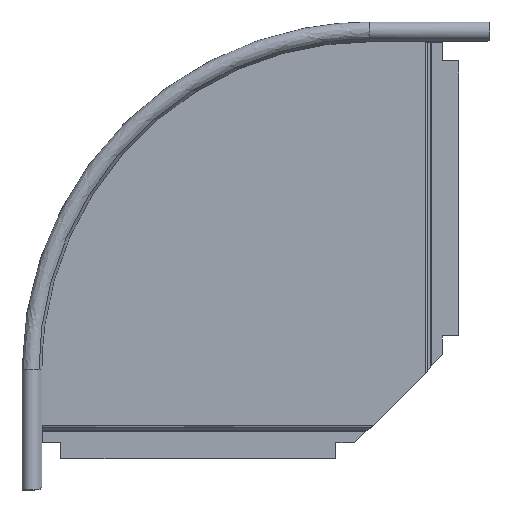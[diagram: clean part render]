
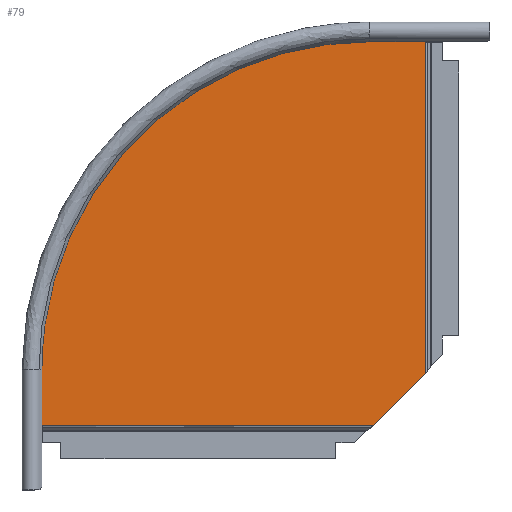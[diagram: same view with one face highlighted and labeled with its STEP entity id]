
A CAD part, top view. The second image highlights one B-rep face of the part: STEP entity #79.
In plain terms, the highlighted planar face has unit normal (0, 0, 1).
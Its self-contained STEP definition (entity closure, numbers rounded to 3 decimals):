
#79=ADVANCED_FACE('',(#165),#1286,.T.);
#165=FACE_OUTER_BOUND('',#251,.T.);
#251=EDGE_LOOP('',(#548,#549,#550,#551,#552,#553,#554,#555,#556,#557));
#548=ORIENTED_EDGE('',*,*,#902,.F.);
#549=ORIENTED_EDGE('',*,*,#890,.F.);
#550=ORIENTED_EDGE('',*,*,#903,.F.);
#551=ORIENTED_EDGE('',*,*,#836,.F.);
#552=ORIENTED_EDGE('',*,*,#863,.F.);
#553=ORIENTED_EDGE('',*,*,#837,.F.);
#554=ORIENTED_EDGE('',*,*,#840,.F.);
#555=ORIENTED_EDGE('',*,*,#838,.F.);
#556=ORIENTED_EDGE('',*,*,#894,.F.);
#557=ORIENTED_EDGE('',*,*,#839,.F.);
#836=EDGE_CURVE('',#1228,#1192,#1005,.T.);
#837=EDGE_CURVE('',#1230,#1229,#1006,.T.);
#838=EDGE_CURVE('',#1232,#1231,#1007,.T.);
#839=EDGE_CURVE('',#1168,#1233,#1008,.T.);
#840=EDGE_CURVE('',#1231,#1230,#1100,.T.);
#863=EDGE_CURVE('',#1229,#1228,#1104,.T.);
#890=EDGE_CURVE('',#1193,#1170,#1051,.T.);
#894=EDGE_CURVE('',#1233,#1232,#1109,.T.);
#902=EDGE_CURVE('',#1170,#1168,#1061,.T.);
#903=EDGE_CURVE('',#1192,#1193,#1062,.T.);
#1005=B_SPLINE_CURVE_WITH_KNOTS('',1,(#2774,#2775),.UNSPECIFIED.,.F.,.F.,
(2,2),(0.,13.),.UNSPECIFIED.);
#1006=B_SPLINE_CURVE_WITH_KNOTS('',1,(#2776,#2777),.UNSPECIFIED.,.F.,.F.,
(2,2),(0.,47.),.UNSPECIFIED.);
#1007=B_SPLINE_CURVE_WITH_KNOTS('',1,(#2778,#2779),.UNSPECIFIED.,.F.,.F.,
(2,2),(-47.,0.),.UNSPECIFIED.);
#1008=B_SPLINE_CURVE_WITH_KNOTS('',1,(#2780,#2781),.UNSPECIFIED.,.F.,.F.,
(2,2),(-13.,0.),.UNSPECIFIED.);
#1051=B_SPLINE_CURVE_WITH_KNOTS('',1,(#2914,#2915),.UNSPECIFIED.,.F.,.F.,
(2,2),(-63.64,0.),.UNSPECIFIED.);
#1061=B_SPLINE_CURVE_WITH_KNOTS('',1,(#2948,#2949,#2950,#2951,#2952,#2953),
 .UNSPECIFIED.,.F.,.F.,(2,1,1,1,1,2),(-138.,0.,1.5,
22.5,24.,147.),.UNSPECIFIED.);
#1062=B_SPLINE_CURVE_WITH_KNOTS('',1,(#2954,#2955,#2956,#2957,#2958,#2959),
 .UNSPECIFIED.,.F.,.F.,(2,1,1,1,1,2),(0.,123.,124.5,145.5,147.,285.),
 .UNSPECIFIED.);
#1100=(
BOUNDED_CURVE()
B_SPLINE_CURVE(2,(#2782,#2783,#2784),.UNSPECIFIED.,.F.,.F.)
B_SPLINE_CURVE_WITH_KNOTS((3,3),(-464.956,0.),.UNSPECIFIED.)
CURVE()
GEOMETRIC_REPRESENTATION_ITEM()
RATIONAL_B_SPLINE_CURVE((1.,0.707,1.))
REPRESENTATION_ITEM('')
);
#1104=(
BOUNDED_CURVE()
B_SPLINE_CURVE(2,(#2844,#2845,#2846),.UNSPECIFIED.,.F.,.F.)
B_SPLINE_CURVE_WITH_KNOTS((3,3),(0.,1.571),.UNSPECIFIED.)
CURVE()
GEOMETRIC_REPRESENTATION_ITEM()
RATIONAL_B_SPLINE_CURVE((1.,0.707,1.))
REPRESENTATION_ITEM('')
);
#1109=(
BOUNDED_CURVE()
B_SPLINE_CURVE(2,(#2923,#2924,#2925),.UNSPECIFIED.,.F.,.F.)
B_SPLINE_CURVE_WITH_KNOTS((3,3),(-1.571,0.),.UNSPECIFIED.)
CURVE()
GEOMETRIC_REPRESENTATION_ITEM()
RATIONAL_B_SPLINE_CURVE((1.,0.707,1.))
REPRESENTATION_ITEM('')
);
#1168=VERTEX_POINT('',#2492);
#1170=VERTEX_POINT('',#2494);
#1192=VERTEX_POINT('',#2516);
#1193=VERTEX_POINT('',#2517);
#1228=VERTEX_POINT('',#2552);
#1229=VERTEX_POINT('',#2553);
#1230=VERTEX_POINT('',#2554);
#1231=VERTEX_POINT('',#2555);
#1232=VERTEX_POINT('',#2556);
#1233=VERTEX_POINT('',#2557);
#1286=PLANE('',#1518);
#1518=AXIS2_PLACEMENT_3D('',#2290,#1579,$);
#1579=DIRECTION('',(0.,0.,1.));
#2290=CARTESIAN_POINT('',(-355.901,-56.901,0.));
#2492=CARTESIAN_POINT('',(-307.5,-22.5,0.));
#2494=CARTESIAN_POINT('',(-22.5,-22.5,0.));
#2516=CARTESIAN_POINT('',(22.5,307.5,0.));
#2517=CARTESIAN_POINT('',(22.5,22.5,0.));
#2552=CARTESIAN_POINT('',(22.5,320.5,0.));
#2553=CARTESIAN_POINT('',(21.5,321.5,0.));
#2554=CARTESIAN_POINT('',(-25.5,321.5,0.));
#2555=CARTESIAN_POINT('',(-321.5,25.5,0.));
#2556=CARTESIAN_POINT('',(-321.5,-21.5,0.));
#2557=CARTESIAN_POINT('',(-320.5,-22.5,0.));
#2774=CARTESIAN_POINT('',(22.5,320.5,0.));
#2775=CARTESIAN_POINT('',(22.5,307.5,0.));
#2776=CARTESIAN_POINT('',(-25.5,321.5,0.));
#2777=CARTESIAN_POINT('',(21.5,321.5,0.));
#2778=CARTESIAN_POINT('',(-321.5,-21.5,0.));
#2779=CARTESIAN_POINT('',(-321.5,25.5,0.));
#2780=CARTESIAN_POINT('',(-307.5,-22.5,0.));
#2781=CARTESIAN_POINT('',(-320.5,-22.5,0.));
#2782=CARTESIAN_POINT('',(-321.5,25.5,0.));
#2783=CARTESIAN_POINT('',(-321.5,321.5,0.));
#2784=CARTESIAN_POINT('',(-25.5,321.5,0.));
#2844=CARTESIAN_POINT('',(21.5,321.5,0.));
#2845=CARTESIAN_POINT('',(22.5,321.5,0.));
#2846=CARTESIAN_POINT('',(22.5,320.5,0.));
#2914=CARTESIAN_POINT('',(22.5,22.5,0.));
#2915=CARTESIAN_POINT('',(-22.5,-22.5,0.));
#2923=CARTESIAN_POINT('',(-320.5,-22.5,0.));
#2924=CARTESIAN_POINT('',(-321.5,-22.5,0.));
#2925=CARTESIAN_POINT('',(-321.5,-21.5,0.));
#2948=CARTESIAN_POINT('',(-22.5,-22.5,0.));
#2949=CARTESIAN_POINT('',(-160.5,-22.5,0.));
#2950=CARTESIAN_POINT('',(-162.,-22.5,0.));
#2951=CARTESIAN_POINT('',(-183.,-22.5,0.));
#2952=CARTESIAN_POINT('',(-184.5,-22.5,0.));
#2953=CARTESIAN_POINT('',(-307.5,-22.5,0.));
#2954=CARTESIAN_POINT('',(22.5,307.5,0.));
#2955=CARTESIAN_POINT('',(22.5,184.5,0.));
#2956=CARTESIAN_POINT('',(22.5,183.,0.));
#2957=CARTESIAN_POINT('',(22.5,162.,0.));
#2958=CARTESIAN_POINT('',(22.5,160.5,0.));
#2959=CARTESIAN_POINT('',(22.5,22.5,0.));
